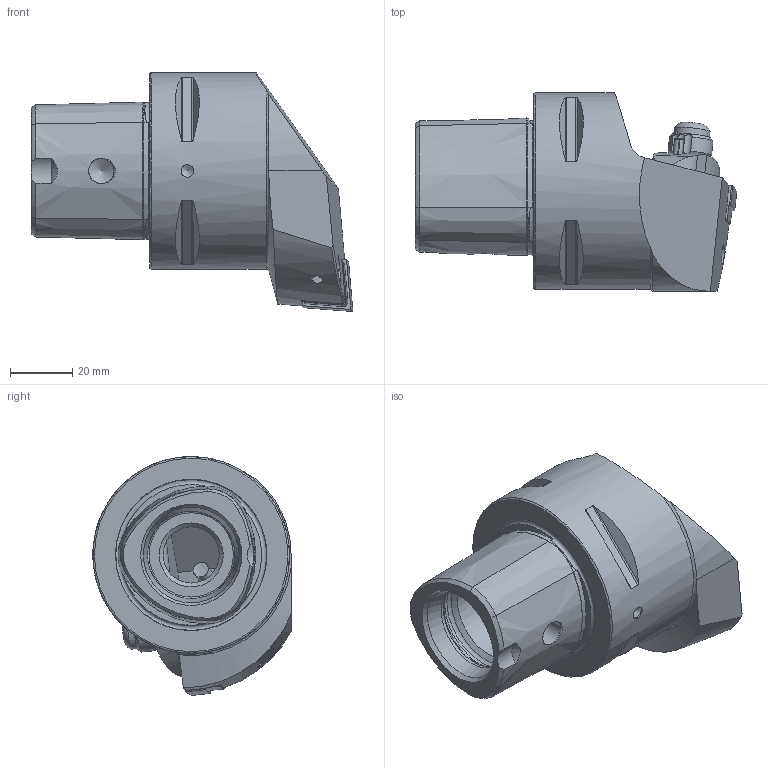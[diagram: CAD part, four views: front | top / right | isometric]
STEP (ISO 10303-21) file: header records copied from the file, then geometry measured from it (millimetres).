
FILE_DESCRIPTION (( 'STEP AP214' ), '1' );
FILE_NAME ('PS6.KCE.RLA.065.STEP', '2022-03-25T14:28:38', ( '' ), ( '' ), 'SwSTEP 2.0', 'SolidWorks 2017', '' );
FILE_SCHEMA (( 'AUTOMOTIVE_DESIGN' ));
Length unit declared in the file: millimetre
Products named in the file (11): WCE-ER2.101.004_A; WCE-ER2.001.012_A; WCC-ER5.102.012_B; PS6.KCE.RLA.065; PS6-KCE.RLA.065_A; CNMG160604; ISO 13337 - 3 x 12_PreviewCfg; KVT_MB_600_060; WCC-ER5.102.005_A; WCC-ER3.102.024_C; WCC-ER4.103.032_A
Assembly tree (10 placements, depth 2):
  PS6.KCE.RLA.065
    PS6-KCE.RLA.065_A
    WCE-ER2.101.004_A
    WCE-ER2.001.012_A
    CNMG160604
    WCC-ER3.102.024_C
    WCC-ER4.103.032_A
    WCC-ER5.102.005_A
    WCC-ER5.102.012_B
    KVT_MB_600_060
    ISO 13337 - 3 x 12_PreviewCfg
Bounding box: 103 x 63.48 x 76.5 mm (x, y, z)
Volume: 174681.3 mm3; surface area: 33837.9 mm2
Topology: 11 solids, 11 shells, 306 faces, 754 edges, 468 vertices
Faces by surface type: plane 97, cylinder 86, cone 83, torus 26, bspline 13, sphere 1
Full cylindrical faces by diameter (mm): 2 x3, 3 x2, 4 x1, 4.2 x2, 5 x4, 6 x4, 6.2 x4, 6.35 x1, 6.8 x1, 7 x2, 8.05 x1, 8.1 x2, 8.5 x1, 11.5 x1, 18 x1, 28 x2, 32 x1, 63 x1
Entity records: 10261 total; most frequent: CARTESIAN_POINT 3326, DIRECTION 1310, ORIENTED_EDGE 1240, EDGE_CURVE 620, AXIS2_PLACEMENT_3D 544, VERTEX_POINT 429, EDGE_LOOP 417, FACE_OUTER_BOUND 350
